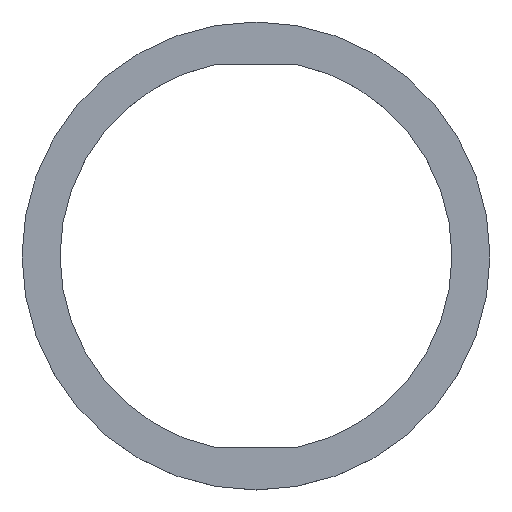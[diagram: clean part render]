
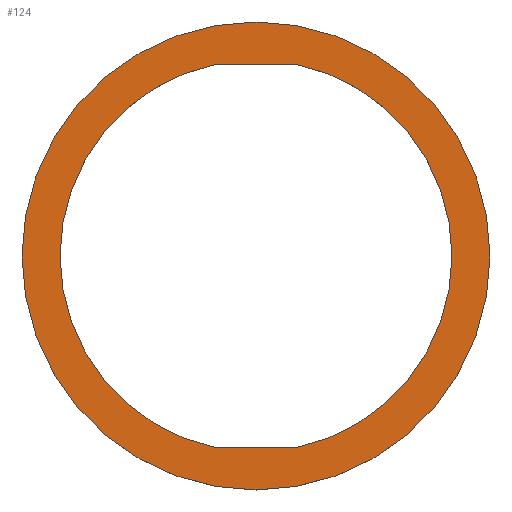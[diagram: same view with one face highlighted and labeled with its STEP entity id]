
A CAD part, top view. The second image highlights one B-rep face of the part: STEP entity #124.
In plain terms, the highlighted planar face has unit normal (0, 0, 1).
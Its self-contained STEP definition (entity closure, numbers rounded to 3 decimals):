
#15=FACE_BOUND('',#34,.T.);
#19=PLANE('',#157);
#26=FACE_OUTER_BOUND('',#33,.T.);
#33=EDGE_LOOP('',(#106));
#34=EDGE_LOOP('',(#107,#108,#109,#110));
#39=LINE('',#208,#48);
#43=LINE('',#219,#52);
#48=VECTOR('',#171,10.);
#52=VECTOR('',#183,10.);
#55=CIRCLE('',#147,16.75);
#57=CIRCLE('',#151,16.75);
#59=CIRCLE('',#155,20.);
#61=VERTEX_POINT('',#198);
#62=VERTEX_POINT('',#199);
#65=VERTEX_POINT('',#207);
#67=VERTEX_POINT('',#213);
#69=VERTEX_POINT('',#222);
#71=EDGE_CURVE('',#61,#62,#55,.T.);
#75=EDGE_CURVE('',#62,#65,#39,.T.);
#78=EDGE_CURVE('',#65,#67,#57,.T.);
#81=EDGE_CURVE('',#67,#61,#43,.T.);
#83=EDGE_CURVE('',#69,#69,#59,.T.);
#106=ORIENTED_EDGE('',*,*,#83,.F.);
#107=ORIENTED_EDGE('',*,*,#71,.T.);
#108=ORIENTED_EDGE('',*,*,#75,.T.);
#109=ORIENTED_EDGE('',*,*,#78,.T.);
#110=ORIENTED_EDGE('',*,*,#81,.T.);
#124=ADVANCED_FACE('',(#26,#15),#19,.F.);
#147=AXIS2_PLACEMENT_3D('',#200,#163,#164);
#151=AXIS2_PLACEMENT_3D('',#214,#176,#177);
#155=AXIS2_PLACEMENT_3D('',#223,#187,#188);
#157=AXIS2_PLACEMENT_3D('',#227,#192,#193);
#163=DIRECTION('center_axis',(0.,0.,-1.));
#164=DIRECTION('ref_axis',(-0.203,0.979,0.));
#171=DIRECTION('',(-1.,0.,0.));
#176=DIRECTION('center_axis',(0.,0.,-1.));
#177=DIRECTION('ref_axis',(0.203,-0.979,0.));
#183=DIRECTION('',(1.,0.,0.));
#187=DIRECTION('center_axis',(0.,0.,-1.));
#188=DIRECTION('ref_axis',(-1.,0.,0.));
#192=DIRECTION('center_axis',(0.,0.,-1.));
#193=DIRECTION('ref_axis',(-1.,0.,0.));
#198=CARTESIAN_POINT('',(3.406,22.45,2.));
#199=CARTESIAN_POINT('',(3.406,-10.35,2.));
#200=CARTESIAN_POINT('Origin',(0.,6.05,2.));
#207=CARTESIAN_POINT('',(-3.406,-10.35,2.));
#208=CARTESIAN_POINT('',(1.703,-10.35,2.));
#213=CARTESIAN_POINT('',(-3.406,22.45,2.));
#214=CARTESIAN_POINT('Origin',(0.,6.05,2.));
#219=CARTESIAN_POINT('',(-1.703,22.45,2.));
#222=CARTESIAN_POINT('',(20.,6.05,2.));
#223=CARTESIAN_POINT('Origin',(0.,6.05,2.));
#227=CARTESIAN_POINT('Origin',(0.,6.05,2.));
